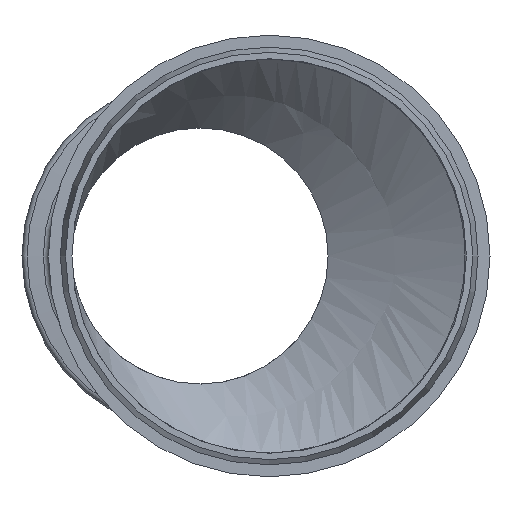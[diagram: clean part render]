
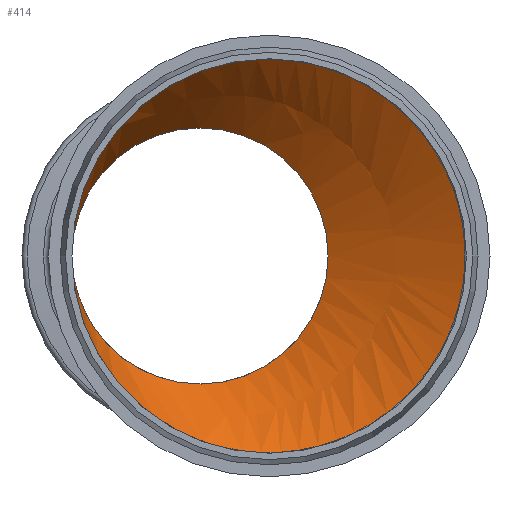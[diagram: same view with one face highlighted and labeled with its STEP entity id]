
A CAD part, front view. The second image highlights one B-rep face of the part: STEP entity #414.
In plain terms, the highlighted free-form (B-spline) face has degree [1, 2] with [2, 9] control points.
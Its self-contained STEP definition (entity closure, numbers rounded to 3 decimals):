
#32=(
BOUNDED_SURFACE()
B_SPLINE_SURFACE(1,2,((#1283,#1284,#1285,#1286,#1287,#1288,#1289,#1290,
#1291),(#1292,#1293,#1294,#1295,#1296,#1297,#1298,#1299,#1300)),
 .UNSPECIFIED.,.F.,.T.,.F.)
B_SPLINE_SURFACE_WITH_KNOTS((2,2),(3,2,2,2,3),(-0.571,0.982),
(-3.142,-1.571,0.,1.571,3.142),
 .UNSPECIFIED.)
GEOMETRIC_REPRESENTATION_ITEM()
RATIONAL_B_SPLINE_SURFACE(((1.,0.707,1.,0.707,1.,
0.707,1.,0.707,1.),(1.,0.707,1.,0.707,
1.,0.707,1.,0.707,1.)))
REPRESENTATION_ITEM('')
SURFACE()
);
#88=B_SPLINE_CURVE_WITH_KNOTS('',3,(#1243,#1244,#1245,#1246,#1247,#1248,
#1249,#1250,#1251,#1252,#1253,#1254,#1255,#1256,#1257,#1258,#1259,#1260,
#1261,#1262,#1263,#1264,#1265,#1266,#1267,#1268,#1269,#1270,#1271),
 .UNSPECIFIED.,.F.,.F.,(4,2,1,1,1,1,1,1,1,1,1,1,1,1,1,1,1,1,1,1,1,1,1,1,
1,4),(-0.07,0.,1.089,2.179,2.724,
3.268,4.358,4.721,5.265,5.81,
7.263,7.989,8.171,8.715,9.805,
10.894,11.711,11.984,13.073,14.526,
14.889,15.978,16.16,16.704,17.431,
17.531),.UNSPECIFIED.);
#89=B_SPLINE_CURVE_WITH_KNOTS('',3,(#1272,#1273,#1274,#1275,#1276,#1277,
#1278,#1279,#1280,#1281,#1282),.UNSPECIFIED.,.F.,.F.,(4,1,1,1,1,1,2,4),
(17.531,18.52,18.656,19.065,19.609,
20.699,21.788,21.81),.UNSPECIFIED.);
#90=B_SPLINE_CURVE_WITH_KNOTS('',1,(#1302,#1303),.UNSPECIFIED.,.F.,.F.,
(2,2),(0.197,0.732),.UNSPECIFIED.);
#97=FACE_OUTER_BOUND('',#138,.T.);
#138=EDGE_LOOP('',(#334,#335,#336,#337,#338,#339));
#204=CIRCLE('',#454,23.05);
#205=CIRCLE('',#455,23.05);
#241=VERTEX_POINT('',#1205);
#242=VERTEX_POINT('',#1242);
#243=VERTEX_POINT('',#1301);
#244=VERTEX_POINT('',#1304);
#283=EDGE_CURVE('',#241,#242,#88,.T.);
#284=EDGE_CURVE('',#242,#241,#89,.T.);
#285=EDGE_CURVE('',#242,#243,#90,.T.);
#286=EDGE_CURVE('',#244,#243,#204,.T.);
#287=EDGE_CURVE('',#243,#244,#205,.T.);
#334=ORIENTED_EDGE('',*,*,#283,.F.);
#335=ORIENTED_EDGE('',*,*,#284,.F.);
#336=ORIENTED_EDGE('',*,*,#285,.T.);
#337=ORIENTED_EDGE('',*,*,#286,.F.);
#338=ORIENTED_EDGE('',*,*,#287,.F.);
#339=ORIENTED_EDGE('',*,*,#285,.F.);
#414=ADVANCED_FACE('',(#97),#32,.T.);
#454=AXIS2_PLACEMENT_3D('',#1305,#530,#531);
#455=AXIS2_PLACEMENT_3D('',#1306,#532,#533);
#530=DIRECTION('center_axis',(0.,-1.,0.));
#531=DIRECTION('ref_axis',(-1.,0.,0.));
#532=DIRECTION('center_axis',(0.,-1.,0.));
#533=DIRECTION('ref_axis',(-1.,0.,0.));
#1205=CARTESIAN_POINT('',(-23.05,-18.742,0.));
#1242=CARTESIAN_POINT('',(0.549,-18.626,-33.375));
#1243=CARTESIAN_POINT('Ctrl Pts',(-23.05,-18.742,0.));
#1244=CARTESIAN_POINT('Ctrl Pts',(-23.05,-18.742,0.236));
#1245=CARTESIAN_POINT('Ctrl Pts',(-23.048,-18.742,0.472));
#1246=CARTESIAN_POINT('Ctrl Pts',(-22.966,-18.742,4.402));
#1247=CARTESIAN_POINT('Ctrl Pts',(-21.676,-18.734,11.752));
#1248=CARTESIAN_POINT('Ctrl Pts',(-17.235,-18.707,20.072));
#1249=CARTESIAN_POINT('Ctrl Pts',(-12.328,-18.679,25.604));
#1250=CARTESIAN_POINT('Ctrl Pts',(-6.547,-18.651,30.351));
#1251=CARTESIAN_POINT('Ctrl Pts',(-0.41,-18.627,
33.323));
#1252=CARTESIAN_POINT('Ctrl Pts',(6.228,-18.611,34.958));
#1253=CARTESIAN_POINT('Ctrl Pts',(11.095,-18.602,35.503));
#1254=CARTESIAN_POINT('Ctrl Pts',(19.78,-18.592,35.109));
#1255=CARTESIAN_POINT('Ctrl Pts',(28.601,-18.591,32.072));
#1256=CARTESIAN_POINT('Ctrl Pts',(35.053,-18.593,27.245));
#1257=CARTESIAN_POINT('Ctrl Pts',(38.571,-18.594,23.812));
#1258=CARTESIAN_POINT('Ctrl Pts',(42.495,-18.595,19.097));
#1259=CARTESIAN_POINT('Ctrl Pts',(46.652,-18.597,10.715));
#1260=CARTESIAN_POINT('Ctrl Pts',(48.127,-18.598,0.637));
#1261=CARTESIAN_POINT('Ctrl Pts',(47.223,-18.598,-6.685));
#1262=CARTESIAN_POINT('Ctrl Pts',(45.179,-18.597,-13.765));
#1263=CARTESIAN_POINT('Ctrl Pts',(40.782,-18.594,-22.331));
#1264=CARTESIAN_POINT('Ctrl Pts',(33.311,-18.592,-29.015));
#1265=CARTESIAN_POINT('Ctrl Pts',(24.601,-18.592,-33.464));
#1266=CARTESIAN_POINT('Ctrl Pts',(19.153,-18.594,-34.94));
#1267=CARTESIAN_POINT('Ctrl Pts',(13.061,-18.6,-35.438));
#1268=CARTESIAN_POINT('Ctrl Pts',(8.089,-18.607,-35.327));
#1269=CARTESIAN_POINT('Ctrl Pts',(3.528,-18.617,-34.382));
#1270=CARTESIAN_POINT('Ctrl Pts',(0.87,-18.625,-33.488));
#1271=CARTESIAN_POINT('Ctrl Pts',(0.549,-18.626,-33.375));
#1272=CARTESIAN_POINT('Ctrl Pts',(0.546,-18.626,-33.374));
#1273=CARTESIAN_POINT('Ctrl Pts',(-2.622,-18.636,-32.257));
#1274=CARTESIAN_POINT('Ctrl Pts',(-6.063,-18.649,-30.464));
#1275=CARTESIAN_POINT('Ctrl Pts',(-10.224,-18.669,-27.336));
#1276=CARTESIAN_POINT('Ctrl Pts',(-12.993,-18.683,-24.898));
#1277=CARTESIAN_POINT('Ctrl Pts',(-17.571,-18.709,-19.577));
#1278=CARTESIAN_POINT('Ctrl Pts',(-21.82,-18.735,-11.273));
#1279=CARTESIAN_POINT('Ctrl Pts',(-23.029,-18.742,-3.9));
#1280=CARTESIAN_POINT('Ctrl Pts',(-23.05,-18.742,-0.146));
#1281=CARTESIAN_POINT('Ctrl Pts',(-23.05,-18.742,-0.073));
#1282=CARTESIAN_POINT('Ctrl Pts',(-23.05,-18.742,0.));
#1283=CARTESIAN_POINT('Ctrl Pts',(12.348,-39.062,-50.061));
#1284=CARTESIAN_POINT('Ctrl Pts',(-23.05,-59.499,-50.061));
#1285=CARTESIAN_POINT('Ctrl Pts',(-23.05,-59.499,0.));
#1286=CARTESIAN_POINT('Ctrl Pts',(-23.05,-59.499,50.061));
#1287=CARTESIAN_POINT('Ctrl Pts',(12.348,-39.062,50.061));
#1288=CARTESIAN_POINT('Ctrl Pts',(47.747,-18.625,50.061));
#1289=CARTESIAN_POINT('Ctrl Pts',(47.747,-18.625,0.));
#1290=CARTESIAN_POINT('Ctrl Pts',(47.747,-18.625,-50.061));
#1291=CARTESIAN_POINT('Ctrl Pts',(12.348,-39.062,-50.061));
#1292=CARTESIAN_POINT('Ctrl Pts',(-11.525,2.288,-16.299));
#1293=CARTESIAN_POINT('Ctrl Pts',(-23.05,-4.366,-16.299));
#1294=CARTESIAN_POINT('Ctrl Pts',(-23.05,-4.366,0.));
#1295=CARTESIAN_POINT('Ctrl Pts',(-23.05,-4.366,16.299));
#1296=CARTESIAN_POINT('Ctrl Pts',(-11.525,2.288,16.299));
#1297=CARTESIAN_POINT('Ctrl Pts',(0.,8.942,
16.299));
#1298=CARTESIAN_POINT('Ctrl Pts',(0.,8.942,
0.));
#1299=CARTESIAN_POINT('Ctrl Pts',(0.,8.942,
-16.299));
#1300=CARTESIAN_POINT('Ctrl Pts',(-11.525,2.288,-16.299));
#1301=CARTESIAN_POINT('',(-7.683,-4.366,-21.732));
#1302=CARTESIAN_POINT('Ctrl Pts',(0.55,-18.626,-33.375));
#1303=CARTESIAN_POINT('Ctrl Pts',(-7.683,-4.366,-21.732));
#1304=CARTESIAN_POINT('',(-23.05,-4.366,0.));
#1305=CARTESIAN_POINT('Origin',(0.,-4.366,0.));
#1306=CARTESIAN_POINT('Origin',(0.,-4.366,0.));
